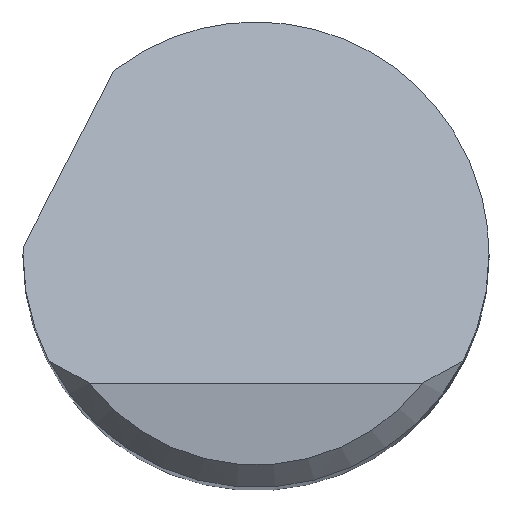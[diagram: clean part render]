
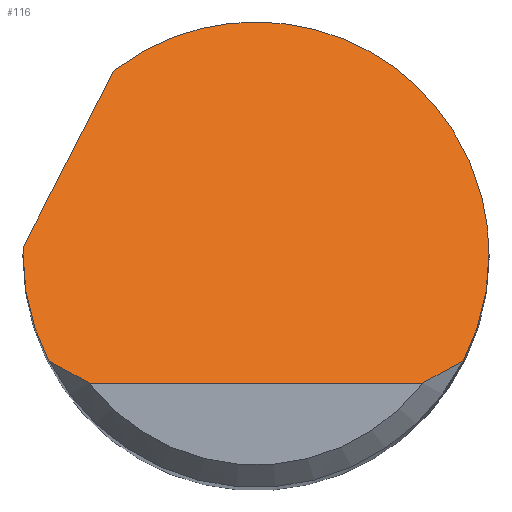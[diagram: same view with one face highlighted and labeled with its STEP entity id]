
A CAD part, top view. The second image highlights one B-rep face of the part: STEP entity #116.
In plain terms, the highlighted planar face has unit normal (0, 0.707, 0.707).
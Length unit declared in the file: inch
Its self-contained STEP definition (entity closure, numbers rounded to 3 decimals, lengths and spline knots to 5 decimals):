
#1 = EDGE_CURVE ( 'NONE', #689, #427, #644, .T. ) ;
#8 = CARTESIAN_POINT ( 'NONE',  ( 0.11186, -0.08625, 2. ) ) ;
#19 = CARTESIAN_POINT ( 'NONE',  ( -0.15625, 0., 1.91375 ) ) ;
#22 =( BOUNDED_CURVE ( )  B_SPLINE_CURVE ( 3, ( #495, #309, #507, #72 ),
 .UNSPECIFIED., .F., .T. ) 
 B_SPLINE_CURVE_WITH_KNOTS ( ( 4, 4 ),
 ( 4.71239, 4.74439 ),
 .UNSPECIFIED. ) 
 CURVE ( )  GEOMETRIC_REPRESENTATION_ITEM ( )  RATIONAL_B_SPLINE_CURVE ( ( 1., 1., 1., 1. ) ) 
 REPRESENTATION_ITEM ( '' )  );
#72 = CARTESIAN_POINT ( 'NONE',  ( -0.15617, 0.005, 1.90875 ) ) ;
#82 = ORIENTED_EDGE ( 'NONE', *, *, #760, .F. ) ;
#101 =( BOUNDED_CURVE ( )  B_SPLINE_CURVE ( 3, ( #361, #604, #301, #490 ),
 .UNSPECIFIED., .F., .T. ) 
 B_SPLINE_CURVE_WITH_KNOTS ( ( 4, 4 ),
 ( 5.62792, 7.85398 ),
 .UNSPECIFIED. ) 
 CURVE ( )  GEOMETRIC_REPRESENTATION_ITEM ( )  RATIONAL_B_SPLINE_CURVE ( ( 1., 0.628, 0.628, 1. ) ) 
 REPRESENTATION_ITEM ( '' )  );
#104 = VECTOR ( 'NONE', #321, 39.37008 ) ;
#109 = VERTEX_POINT ( 'NONE', #652 ) ;
#115 = PLANE ( 'NONE',  #131 ) ;
#116 = ADVANCED_FACE ( 'NONE', ( #348 ), #115, .F. ) ;
#119 = ORIENTED_EDGE ( 'NONE', *, *, #656, .T. ) ;
#131 = AXIS2_PLACEMENT_3D ( 'NONE', #541, #206, #537 ) ;
#139 = ORIENTED_EDGE ( 'NONE', *, *, #326, .F. ) ;
#145 = ORIENTED_EDGE ( 'NONE', *, *, #234, .T. ) ;
#151 = CARTESIAN_POINT ( 'NONE',  ( 0.15625, -0.02489, 1.93864 ) ) ;
#152 = CARTESIAN_POINT ( 'NONE',  ( -0.09521, 0.12389, 1.78986 ) ) ;
#180 = VERTEX_POINT ( 'NONE', #712 ) ;
#186 = CARTESIAN_POINT ( 'NONE',  ( 0.11186, -0.08625, 2. ) ) ;
#189 = EDGE_CURVE ( 'NONE', #689, #356, #369, .T. ) ;
#190 = VECTOR ( 'NONE', #580, 39.37008 ) ;
#197 = CARTESIAN_POINT ( 'NONE',  ( -0.13035, -0.07657, 1.99032 ) ) ;
#204 = CARTESIAN_POINT ( 'NONE',  ( -0.11186, -0.08625, 2. ) ) ;
#206 = DIRECTION ( 'NONE',  ( 0., -0.707, -0.707 ) ) ;
#209 =( BOUNDED_CURVE ( )  B_SPLINE_CURVE ( 3, ( #446, #151, #387, #434 ),
 .UNSPECIFIED., .F., .T. ) 
 B_SPLINE_CURVE_WITH_KNOTS ( ( 4, 4 ),
 ( 1.5708, 2.04429 ),
 .UNSPECIFIED. ) 
 CURVE ( )  GEOMETRIC_REPRESENTATION_ITEM ( )  RATIONAL_B_SPLINE_CURVE ( ( 1., 0.981, 0.981, 1. ) ) 
 REPRESENTATION_ITEM ( '' )  );
#222 = EDGE_CURVE ( 'NONE', #356, #109, #22, .T. ) ;
#234 = EDGE_CURVE ( 'NONE', #534, #262, #336, .T. ) ;
#244 = CARTESIAN_POINT ( 'NONE',  ( 0.13906, -0.07125, 1.985 ) ) ;
#258 = CARTESIAN_POINT ( 'NONE',  ( 0.12131, -0.0816, 1.99535 ) ) ;
#262 = VERTEX_POINT ( 'NONE', #366 ) ;
#301 = CARTESIAN_POINT ( 'NONE',  ( 0.15625, 0.1488, 1.76495 ) ) ;
#309 = CARTESIAN_POINT ( 'NONE',  ( -0.15625, 0.00167, 1.91208 ) ) ;
#321 = DIRECTION ( 'NONE',  ( 1., 0., 0. ) ) ;
#326 = EDGE_CURVE ( 'NONE', #180, #262, #209, .T. ) ;
#336 = B_SPLINE_CURVE_WITH_KNOTS ( 'NONE', 3,
 ( #186, #258, #426, #244 ),
 .UNSPECIFIED., .F., .F.,
 ( 4, 4 ),
 ( 0., 0.00088 ),
 .UNSPECIFIED. ) ;
#339 = LINE ( 'NONE', #399, #190 ) ;
#348 = FACE_OUTER_BOUND ( 'NONE', #718, .T. ) ;
#356 = VERTEX_POINT ( 'NONE', #19 ) ;
#361 = CARTESIAN_POINT ( 'NONE',  ( -0.09521, 0.12389, 1.78986 ) ) ;
#366 = CARTESIAN_POINT ( 'NONE',  ( 0.13906, -0.07125, 1.985 ) ) ;
#369 =( BOUNDED_CURVE ( )  B_SPLINE_CURVE ( 3, ( #662, #380, #730, #681 ),
 .UNSPECIFIED., .F., .T. ) 
 B_SPLINE_CURVE_WITH_KNOTS ( ( 4, 4 ),
 ( 4.23889, 4.71239 ),
 .UNSPECIFIED. ) 
 CURVE ( )  GEOMETRIC_REPRESENTATION_ITEM ( )  RATIONAL_B_SPLINE_CURVE ( ( 1., 0.981, 0.981, 1. ) ) 
 REPRESENTATION_ITEM ( '' )  );
#380 = CARTESIAN_POINT ( 'NONE',  ( -0.15041, -0.04909, 1.96284 ) ) ;
#383 = CARTESIAN_POINT ( 'NONE',  ( -0.12131, -0.0816, 1.99535 ) ) ;
#387 = CARTESIAN_POINT ( 'NONE',  ( 0.15041, -0.04909, 1.96284 ) ) ;
#389 = CARTESIAN_POINT ( 'NONE',  ( 0., -0.08625, 2. ) ) ;
#399 = CARTESIAN_POINT ( 'NONE',  ( -0.19753, -0.07567, 1.98942 ) ) ;
#426 = CARTESIAN_POINT ( 'NONE',  ( 0.13035, -0.07657, 1.99032 ) ) ;
#427 = VERTEX_POINT ( 'NONE', #568 ) ;
#434 = CARTESIAN_POINT ( 'NONE',  ( 0.13906, -0.07125, 1.985 ) ) ;
#446 = CARTESIAN_POINT ( 'NONE',  ( 0.15625, 0., 1.91375 ) ) ;
#447 = CARTESIAN_POINT ( 'NONE',  ( -0.13906, -0.07125, 1.985 ) ) ;
#490 = CARTESIAN_POINT ( 'NONE',  ( 0.15625, 0., 1.91375 ) ) ;
#495 = CARTESIAN_POINT ( 'NONE',  ( -0.15625, 0., 1.91375 ) ) ;
#507 = CARTESIAN_POINT ( 'NONE',  ( -0.15622, 0.00333, 1.91042 ) ) ;
#524 = ORIENTED_EDGE ( 'NONE', *, *, #222, .F. ) ;
#534 = VERTEX_POINT ( 'NONE', #8 ) ;
#537 = DIRECTION ( 'NONE',  ( 0., 0.707, -0.707 ) ) ;
#541 = CARTESIAN_POINT ( 'NONE',  ( -0.15625, -0.08625, 2. ) ) ;
#560 = CARTESIAN_POINT ( 'NONE',  ( -0.13906, -0.07125, 1.985 ) ) ;
#568 = CARTESIAN_POINT ( 'NONE',  ( -0.11186, -0.08625, 2. ) ) ;
#580 = DIRECTION ( 'NONE',  ( 0.341, 0.665, -0.665 ) ) ;
#587 = EDGE_CURVE ( 'NONE', #625, #180, #101, .T. ) ;
#604 = CARTESIAN_POINT ( 'NONE',  ( 0.02277, 0.21456, 1.69919 ) ) ;
#625 = VERTEX_POINT ( 'NONE', #152 ) ;
#644 = B_SPLINE_CURVE_WITH_KNOTS ( 'NONE', 3,
 ( #560, #197, #383, #204 ),
 .UNSPECIFIED., .F., .F.,
 ( 4, 4 ),
 ( 0., 0.00088 ),
 .UNSPECIFIED. ) ;
#652 = CARTESIAN_POINT ( 'NONE',  ( -0.15617, 0.005, 1.90875 ) ) ;
#654 = ORIENTED_EDGE ( 'NONE', *, *, #1, .T. ) ;
#656 = EDGE_CURVE ( 'NONE', #427, #534, #739, .T. ) ;
#662 = CARTESIAN_POINT ( 'NONE',  ( -0.13906, -0.07125, 1.985 ) ) ;
#681 = CARTESIAN_POINT ( 'NONE',  ( -0.15625, 0., 1.91375 ) ) ;
#689 = VERTEX_POINT ( 'NONE', #447 ) ;
#712 = CARTESIAN_POINT ( 'NONE',  ( 0.15625, 0., 1.91375 ) ) ;
#718 = EDGE_LOOP ( 'NONE', ( #119, #145, #139, #763, #82, #524, #722, #654 ) ) ;
#722 = ORIENTED_EDGE ( 'NONE', *, *, #189, .F. ) ;
#730 = CARTESIAN_POINT ( 'NONE',  ( -0.15625, -0.02489, 1.93864 ) ) ;
#739 = LINE ( 'NONE', #389, #104 ) ;
#760 = EDGE_CURVE ( 'NONE', #109, #625, #339, .T. ) ;
#763 = ORIENTED_EDGE ( 'NONE', *, *, #587, .F. ) ;
